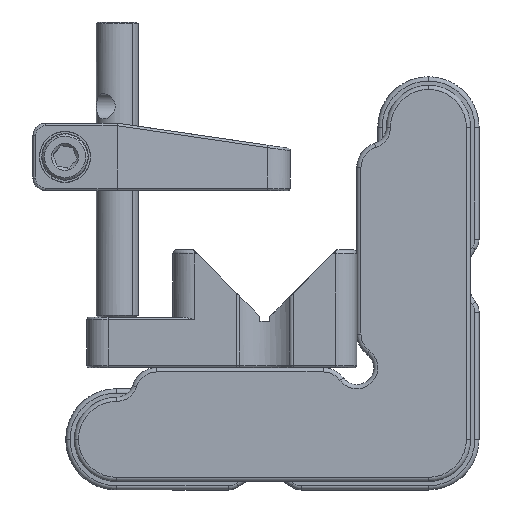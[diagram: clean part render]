
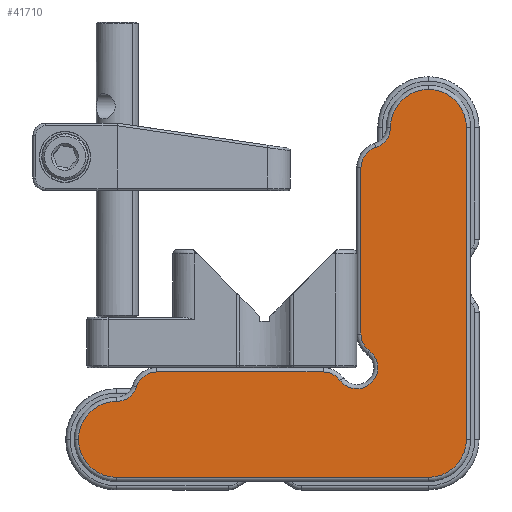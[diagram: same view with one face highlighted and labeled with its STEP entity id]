
A CAD part, left-side view. The second image highlights one B-rep face of the part: STEP entity #41710.
In plain terms, the highlighted planar face has unit normal (-1, 0, 0).
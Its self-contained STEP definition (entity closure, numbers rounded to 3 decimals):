
#58 = VECTOR ( 'NONE', #47823, 1000. ) ;
#188 = EDGE_CURVE ( 'NONE', #22105, #12956, #6601, .T. ) ;
#546 = EDGE_CURVE ( 'NONE', #47641, #30873, #765, .T. ) ;
#765 = CIRCLE ( 'NONE', #28869, 2.5 ) ;
#1229 = CIRCLE ( 'NONE', #19166, 4.5 ) ;
#1730 = AXIS2_PLACEMENT_3D ( 'NONE', #18907, #47803, #7423 ) ;
#1817 = PLANE ( 'NONE',  #11424 ) ;
#2717 = CARTESIAN_POINT ( 'NONE',  ( -15.5, -10.5, -6. ) ) ;
#2972 = ORIENTED_EDGE ( 'NONE', *, *, #36238, .T. ) ;
#4124 = EDGE_CURVE ( 'NONE', #4552, #5642, #40971, .T. ) ;
#4440 = CARTESIAN_POINT ( 'NONE',  ( -15.5, -13., -6. ) ) ;
#4552 = VERTEX_POINT ( 'NONE', #26950 ) ;
#4575 = ORIENTED_EDGE ( 'NONE', *, *, #18007, .T. ) ;
#5540 = ORIENTED_EDGE ( 'NONE', *, *, #28232, .T. ) ;
#5642 = VERTEX_POINT ( 'NONE', #40429 ) ;
#5676 = DIRECTION ( 'NONE',  ( 0., 0., 1. ) ) ;
#5710 = CARTESIAN_POINT ( 'NONE',  ( -15.5, 18.5, -14. ) ) ;
#5822 = DIRECTION ( 'NONE',  ( -1., 0., 0. ) ) ;
#5865 = VECTOR ( 'NONE', #6159, 1000. ) ;
#6047 = DIRECTION ( 'NONE',  ( 0., 0., 1. ) ) ;
#6159 = DIRECTION ( 'NONE',  ( 0., 0., -1. ) ) ;
#6241 = AXIS2_PLACEMENT_3D ( 'NONE', #15533, #7451, #45137 ) ;
#6601 = CIRCLE ( 'NONE', #26102, 2.5 ) ;
#7423 = DIRECTION ( 'NONE',  ( 0., 0., 1. ) ) ;
#7451 = DIRECTION ( 'NONE',  ( -1., 0., 0. ) ) ;
#8060 = EDGE_CURVE ( 'NONE', #27982, #20402, #28101, .T. ) ;
#8239 = AXIS2_PLACEMENT_3D ( 'NONE', #13958, #10518, #28876 ) ;
#9359 = CIRCLE ( 'NONE', #6241, 2.5 ) ;
#9609 = CARTESIAN_POINT ( 'NONE',  ( -15.5, -10.5, 13.73 ) ) ;
#10172 = ORIENTED_EDGE ( 'NONE', *, *, #45028, .T. ) ;
#10518 = DIRECTION ( 'NONE',  ( 1., 0., 0. ) ) ;
#10865 = VECTOR ( 'NONE', #48029, 1000. ) ;
#11424 = AXIS2_PLACEMENT_3D ( 'NONE', #39271, #16744, #20648 ) ;
#11612 = DIRECTION ( 'NONE',  ( 0., 0., 1. ) ) ;
#12269 = DIRECTION ( 'NONE',  ( -1., 0., 0. ) ) ;
#12510 = AXIS2_PLACEMENT_3D ( 'NONE', #15642, #23220, #42074 ) ;
#12565 = VERTEX_POINT ( 'NONE', #14070 ) ;
#12956 = VERTEX_POINT ( 'NONE', #9609 ) ;
#13017 = CARTESIAN_POINT ( 'NONE',  ( -15.5, -23., -18.5 ) ) ;
#13210 = DIRECTION ( 'NONE',  ( 0., 0., 1. ) ) ;
#13384 = DIRECTION ( 'NONE',  ( -1., 0., 0. ) ) ;
#13417 = EDGE_CURVE ( 'NONE', #30873, #12565, #21502, .T. ) ;
#13771 = EDGE_CURVE ( 'NONE', #37852, #29608, #1229, .T. ) ;
#13958 = CARTESIAN_POINT ( 'NONE',  ( -15.5, -10., -10. ) ) ;
#14070 = CARTESIAN_POINT ( 'NONE',  ( -15.5, -8., -11.5 ) ) ;
#15246 = CIRCLE ( 'NONE', #34108, 4.5 ) ;
#15533 = CARTESIAN_POINT ( 'NONE',  ( -15.5, -6., -13. ) ) ;
#15642 = CARTESIAN_POINT ( 'NONE',  ( -15.5, -18.5, 18.5 ) ) ;
#15966 = DIRECTION ( 'NONE',  ( 0., -1., 0. ) ) ;
#16125 = CARTESIAN_POINT ( 'NONE',  ( -15.5, -23., 18.5 ) ) ;
#16320 = CARTESIAN_POINT ( 'NONE',  ( -15.5, 18.5, -23. ) ) ;
#16498 = VERTEX_POINT ( 'NONE', #39090 ) ;
#16744 = DIRECTION ( 'NONE',  ( -1., 0., 0. ) ) ;
#18007 = EDGE_CURVE ( 'NONE', #16498, #23721, #27134, .T. ) ;
#18907 = CARTESIAN_POINT ( 'NONE',  ( -15.5, -11.5, 18.5 ) ) ;
#19166 = AXIS2_PLACEMENT_3D ( 'NONE', #42550, #5822, #20500 ) ;
#19629 = DIRECTION ( 'NONE',  ( 0., 0., 1. ) ) ;
#19874 = AXIS2_PLACEMENT_3D ( 'NONE', #43292, #24705, #13210 ) ;
#20142 = CARTESIAN_POINT ( 'NONE',  ( -15.5, -12.25, 16.115 ) ) ;
#20402 = VERTEX_POINT ( 'NONE', #45445 ) ;
#20500 = DIRECTION ( 'NONE',  ( 0., 0., 1. ) ) ;
#20648 = DIRECTION ( 'NONE',  ( 0., 0., 1. ) ) ;
#20904 = FACE_OUTER_BOUND ( 'NONE', #33130, .T. ) ;
#21135 = LINE ( 'NONE', #36056, #10865 ) ;
#21502 = CIRCLE ( 'NONE', #8239, 2.5 ) ;
#22105 = VERTEX_POINT ( 'NONE', #20142 ) ;
#22565 = DIRECTION ( 'NONE',  ( -1., 0., 0. ) ) ;
#22839 = CARTESIAN_POINT ( 'NONE',  ( -15.5, -13., 13.73 ) ) ;
#23014 = VECTOR ( 'NONE', #15966, 1000. ) ;
#23018 = VERTEX_POINT ( 'NONE', #16125 ) ;
#23220 = DIRECTION ( 'NONE',  ( -1., 0., 0. ) ) ;
#23682 = ORIENTED_EDGE ( 'NONE', *, *, #37709, .T. ) ;
#23721 = VERTEX_POINT ( 'NONE', #16320 ) ;
#24278 = DIRECTION ( 'NONE',  ( 1., 0., 0. ) ) ;
#24306 = DIRECTION ( 'NONE',  ( 0., 0., 1. ) ) ;
#24310 = ORIENTED_EDGE ( 'NONE', *, *, #31059, .T. ) ;
#24705 = DIRECTION ( 'NONE',  ( -1., 0., 0. ) ) ;
#24804 = CARTESIAN_POINT ( 'NONE',  ( -15.5, -18.5, 18.5 ) ) ;
#24841 = ORIENTED_EDGE ( 'NONE', *, *, #13417, .T. ) ;
#25042 = DIRECTION ( 'NONE',  ( -1., 0., 0. ) ) ;
#26102 = AXIS2_PLACEMENT_3D ( 'NONE', #22839, #30208, #11612 ) ;
#26720 = CARTESIAN_POINT ( 'NONE',  ( -15.5, 18.5, -18.5 ) ) ;
#26950 = CARTESIAN_POINT ( 'NONE',  ( -15.5, 13.73, -10.5 ) ) ;
#27134 = CIRCLE ( 'NONE', #41995, 4.5 ) ;
#27517 = CIRCLE ( 'NONE', #1730, 2.5 ) ;
#27982 = VERTEX_POINT ( 'NONE', #31712 ) ;
#28101 = CIRCLE ( 'NONE', #12510, 4.5 ) ;
#28232 = EDGE_CURVE ( 'NONE', #23018, #27982, #15246, .T. ) ;
#28869 = AXIS2_PLACEMENT_3D ( 'NONE', #4440, #12269, #38442 ) ;
#28876 = DIRECTION ( 'NONE',  ( 0., 0., 1. ) ) ;
#29028 = CARTESIAN_POINT ( 'NONE',  ( -15.5, -10.5, -6. ) ) ;
#29491 = LINE ( 'NONE', #32904, #58 ) ;
#29608 = VERTEX_POINT ( 'NONE', #13017 ) ;
#29726 = ORIENTED_EDGE ( 'NONE', *, *, #4124, .T. ) ;
#29777 = ORIENTED_EDGE ( 'NONE', *, *, #39671, .T. ) ;
#29916 = LINE ( 'NONE', #45823, #23014 ) ;
#30043 = ORIENTED_EDGE ( 'NONE', *, *, #46972, .T. ) ;
#30140 = AXIS2_PLACEMENT_3D ( 'NONE', #26720, #22565, #19629 ) ;
#30208 = DIRECTION ( 'NONE',  ( -1., 0., 0. ) ) ;
#30873 = VERTEX_POINT ( 'NONE', #36052 ) ;
#30893 = VERTEX_POINT ( 'NONE', #5710 ) ;
#31006 = ORIENTED_EDGE ( 'NONE', *, *, #35200, .T. ) ;
#31059 = EDGE_CURVE ( 'NONE', #30893, #16498, #31706, .T. ) ;
#31697 = ORIENTED_EDGE ( 'NONE', *, *, #8060, .T. ) ;
#31706 = CIRCLE ( 'NONE', #30140, 4.5 ) ;
#31712 = CARTESIAN_POINT ( 'NONE',  ( -15.5, -18.5, 23. ) ) ;
#32904 = CARTESIAN_POINT ( 'NONE',  ( -15.5, 13.73, -10.5 ) ) ;
#33130 = EDGE_LOOP ( 'NONE', ( #29777, #41554, #31006, #5540, #31697, #30043, #44381, #23682, #47611, #24841, #2972, #10172, #29726, #36545, #24310, #4575 ) ) ;
#34108 = AXIS2_PLACEMENT_3D ( 'NONE', #24804, #25042, #24306 ) ;
#35200 = EDGE_CURVE ( 'NONE', #29608, #23018, #21135, .T. ) ;
#36052 = CARTESIAN_POINT ( 'NONE',  ( -15.5, -11.5, -8. ) ) ;
#36056 = CARTESIAN_POINT ( 'NONE',  ( -15.5, -23., 18.5 ) ) ;
#36238 = EDGE_CURVE ( 'NONE', #12565, #36280, #9359, .T. ) ;
#36280 = VERTEX_POINT ( 'NONE', #41479 ) ;
#36545 = ORIENTED_EDGE ( 'NONE', *, *, #40861, .T. ) ;
#37709 = EDGE_CURVE ( 'NONE', #12956, #47641, #39691, .T. ) ;
#37852 = VERTEX_POINT ( 'NONE', #45276 ) ;
#38442 = DIRECTION ( 'NONE',  ( 0., 0., 1. ) ) ;
#39090 = CARTESIAN_POINT ( 'NONE',  ( -15.5, 23., -18.5 ) ) ;
#39101 = CARTESIAN_POINT ( 'NONE',  ( -15.5, 18.5, -18.5 ) ) ;
#39271 = CARTESIAN_POINT ( 'NONE',  ( -15.5, 0., 0. ) ) ;
#39450 = CARTESIAN_POINT ( 'NONE',  ( -15.5, 18.5, -11.5 ) ) ;
#39545 = AXIS2_PLACEMENT_3D ( 'NONE', #39450, #24278, #5676 ) ;
#39671 = EDGE_CURVE ( 'NONE', #23721, #37852, #29916, .T. ) ;
#39691 = LINE ( 'NONE', #2717, #5865 ) ;
#40429 = CARTESIAN_POINT ( 'NONE',  ( -15.5, 16.115, -12.25 ) ) ;
#40861 = EDGE_CURVE ( 'NONE', #5642, #30893, #44985, .T. ) ;
#40971 = CIRCLE ( 'NONE', #19874, 2.5 ) ;
#41479 = CARTESIAN_POINT ( 'NONE',  ( -15.5, -6., -10.5 ) ) ;
#41554 = ORIENTED_EDGE ( 'NONE', *, *, #13771, .T. ) ;
#41710 = ADVANCED_FACE ( 'NONE', ( #20904 ), #1817, .T. ) ;
#41995 = AXIS2_PLACEMENT_3D ( 'NONE', #39101, #13384, #6047 ) ;
#42074 = DIRECTION ( 'NONE',  ( 0., 0., 1. ) ) ;
#42550 = CARTESIAN_POINT ( 'NONE',  ( -15.5, -18.5, -18.5 ) ) ;
#43292 = CARTESIAN_POINT ( 'NONE',  ( -15.5, 13.73, -13. ) ) ;
#44381 = ORIENTED_EDGE ( 'NONE', *, *, #188, .T. ) ;
#44985 = CIRCLE ( 'NONE', #39545, 2.5 ) ;
#45028 = EDGE_CURVE ( 'NONE', #36280, #4552, #29491, .T. ) ;
#45137 = DIRECTION ( 'NONE',  ( 0., 0., 1. ) ) ;
#45276 = CARTESIAN_POINT ( 'NONE',  ( -15.5, -18.5, -23. ) ) ;
#45445 = CARTESIAN_POINT ( 'NONE',  ( -15.5, -14., 18.5 ) ) ;
#45823 = CARTESIAN_POINT ( 'NONE',  ( -15.5, -18.5, -23. ) ) ;
#46972 = EDGE_CURVE ( 'NONE', #20402, #22105, #27517, .T. ) ;
#47611 = ORIENTED_EDGE ( 'NONE', *, *, #546, .T. ) ;
#47641 = VERTEX_POINT ( 'NONE', #29028 ) ;
#47803 = DIRECTION ( 'NONE',  ( 1., 0., 0. ) ) ;
#47823 = DIRECTION ( 'NONE',  ( 0., 1., 0. ) ) ;
#48029 = DIRECTION ( 'NONE',  ( 0., 0., 1. ) ) ;
